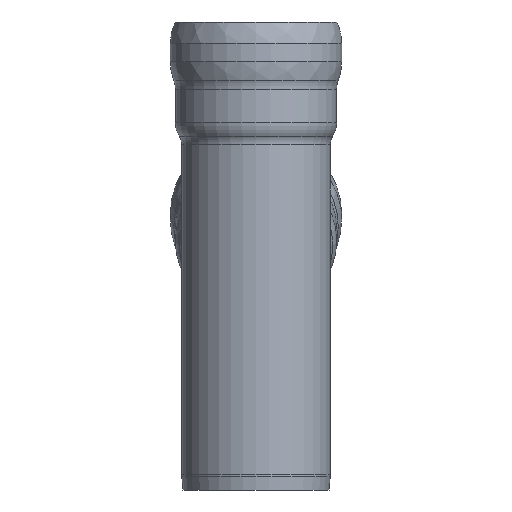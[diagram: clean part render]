
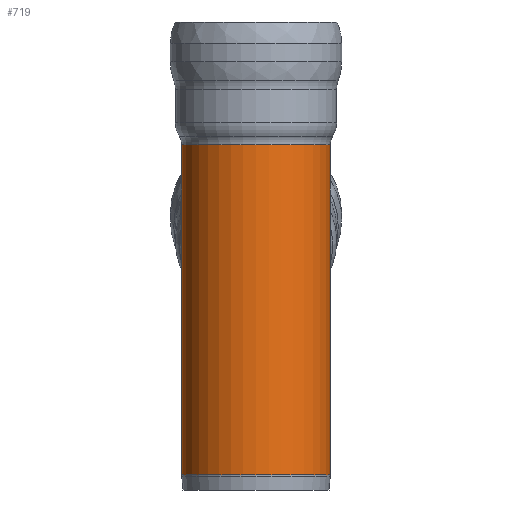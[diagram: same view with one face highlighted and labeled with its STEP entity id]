
A CAD part, left-side view. The second image highlights one B-rep face of the part: STEP entity #719.
In plain terms, the highlighted cylindrical face has radius 365 mm (diameter 730 mm), a full revolution.
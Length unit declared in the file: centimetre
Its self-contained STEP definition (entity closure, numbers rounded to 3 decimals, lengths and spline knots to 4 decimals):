
#44=ELLIPSE('',#772,44.5583,36.5);
#45=ELLIPSE('',#773,63.6358,36.5);
#46=ELLIPSE('',#776,63.6358,36.5);
#47=ELLIPSE('',#777,44.5583,36.5);
#58=CYLINDRICAL_SURFACE('',#771,36.5);
#71=LINE('',#1195,#91);
#72=LINE('',#1201,#92);
#91=VECTOR('',#915,36.5);
#92=VECTOR('',#920,36.5);
#114=FACE_OUTER_BOUND('',#157,.T.);
#157=EDGE_LOOP('',(#486,#487,#488,#489,#490,#491,#492,#493,#494,#495,#496,
#497));
#207=CIRCLE('',#766,36.5);
#208=CIRCLE('',#767,36.5);
#211=CIRCLE('',#774,36.5);
#212=CIRCLE('',#775,36.5);
#287=VERTEX_POINT('',#1183);
#288=VERTEX_POINT('',#1185);
#290=VERTEX_POINT('',#1194);
#291=VERTEX_POINT('',#1196);
#292=VERTEX_POINT('',#1198);
#293=VERTEX_POINT('',#1200);
#294=VERTEX_POINT('',#1202);
#295=VERTEX_POINT('',#1205);
#363=EDGE_CURVE('',#287,#288,#207,.T.);
#364=EDGE_CURVE('',#288,#287,#208,.T.);
#368=EDGE_CURVE('',#288,#290,#71,.T.);
#369=EDGE_CURVE('',#290,#291,#44,.T.);
#370=EDGE_CURVE('',#291,#292,#45,.T.);
#371=EDGE_CURVE('',#292,#293,#72,.T.);
#372=EDGE_CURVE('',#293,#294,#211,.T.);
#373=EDGE_CURVE('',#294,#293,#212,.T.);
#374=EDGE_CURVE('',#292,#295,#46,.T.);
#375=EDGE_CURVE('',#295,#290,#47,.T.);
#486=ORIENTED_EDGE('',*,*,#363,.F.);
#487=ORIENTED_EDGE('',*,*,#364,.F.);
#488=ORIENTED_EDGE('',*,*,#368,.T.);
#489=ORIENTED_EDGE('',*,*,#369,.T.);
#490=ORIENTED_EDGE('',*,*,#370,.T.);
#491=ORIENTED_EDGE('',*,*,#371,.T.);
#492=ORIENTED_EDGE('',*,*,#372,.T.);
#493=ORIENTED_EDGE('',*,*,#373,.T.);
#494=ORIENTED_EDGE('',*,*,#371,.F.);
#495=ORIENTED_EDGE('',*,*,#374,.T.);
#496=ORIENTED_EDGE('',*,*,#375,.T.);
#497=ORIENTED_EDGE('',*,*,#368,.F.);
#719=ADVANCED_FACE('',(#114),#58,.T.);
#766=AXIS2_PLACEMENT_3D('',#1186,#902,#903);
#767=AXIS2_PLACEMENT_3D('',#1187,#904,#905);
#771=AXIS2_PLACEMENT_3D('',#1193,#913,#914);
#772=AXIS2_PLACEMENT_3D('',#1197,#916,#917);
#773=AXIS2_PLACEMENT_3D('',#1199,#918,#919);
#774=AXIS2_PLACEMENT_3D('',#1203,#921,#922);
#775=AXIS2_PLACEMENT_3D('',#1204,#923,#924);
#776=AXIS2_PLACEMENT_3D('',#1206,#925,#926);
#777=AXIS2_PLACEMENT_3D('',#1207,#927,#928);
#902=DIRECTION('center_axis',(0.,0.,-1.));
#903=DIRECTION('ref_axis',(1.,0.,0.));
#904=DIRECTION('center_axis',(0.,0.,-1.));
#905=DIRECTION('ref_axis',(1.,0.,0.));
#913=DIRECTION('center_axis',(0.,0.,-1.));
#914=DIRECTION('ref_axis',(-1.,0.,0.));
#915=DIRECTION('',(0.,0.,1.));
#916=DIRECTION('center_axis',(-0.574,0.,
-0.819));
#917=DIRECTION('ref_axis',(-0.819,0.,0.574));
#918=DIRECTION('center_axis',(-0.819,0.,0.574));
#919=DIRECTION('ref_axis',(-0.574,0.,-0.819));
#920=DIRECTION('',(0.,0.,1.));
#921=DIRECTION('center_axis',(0.,0.,-1.));
#922=DIRECTION('ref_axis',(1.,0.,0.));
#923=DIRECTION('center_axis',(0.,0.,-1.));
#924=DIRECTION('ref_axis',(1.,0.,0.));
#925=DIRECTION('center_axis',(-0.819,0.,0.574));
#926=DIRECTION('ref_axis',(-0.574,0.,-0.819));
#927=DIRECTION('center_axis',(-0.574,0.,
-0.819));
#928=DIRECTION('ref_axis',(-0.819,0.,0.574));
#1183=CARTESIAN_POINT('',(0.,-36.5,7.4366));
#1185=CARTESIAN_POINT('',(36.5,0.,7.4366));
#1186=CARTESIAN_POINT('Origin',(0.,0.,7.4366));
#1187=CARTESIAN_POINT('Origin',(0.,0.,7.4366));
#1193=CARTESIAN_POINT('Origin',(0.,0.,88.3102));
#1194=CARTESIAN_POINT('',(36.5,0.,69.4424));
#1195=CARTESIAN_POINT('',(36.5,0.,88.3102));
#1196=CARTESIAN_POINT('',(0.,-36.5,95.));
#1197=CARTESIAN_POINT('Origin',(0.,0.,95.));
#1198=CARTESIAN_POINT('',(36.5,0.,147.1274));
#1199=CARTESIAN_POINT('Origin',(0.,0.,95.));
#1200=CARTESIAN_POINT('',(36.5,0.,169.6903));
#1201=CARTESIAN_POINT('',(36.5,0.,88.3102));
#1202=CARTESIAN_POINT('',(0.,-36.5,169.6903));
#1203=CARTESIAN_POINT('Origin',(0.,0.,169.6903));
#1204=CARTESIAN_POINT('Origin',(0.,0.,169.6903));
#1205=CARTESIAN_POINT('',(0.,36.5,95.));
#1206=CARTESIAN_POINT('Origin',(0.,0.,95.));
#1207=CARTESIAN_POINT('Origin',(0.,0.,95.));
